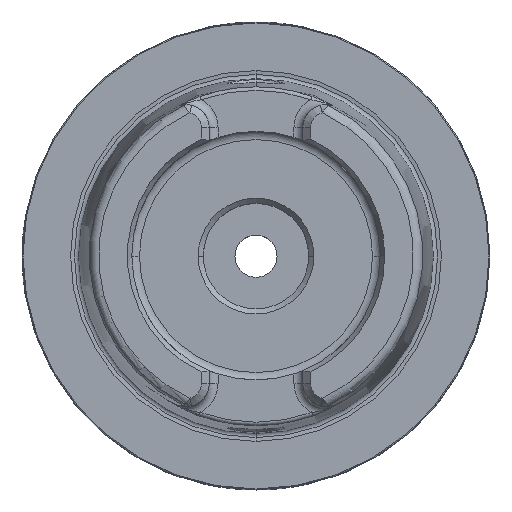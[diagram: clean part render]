
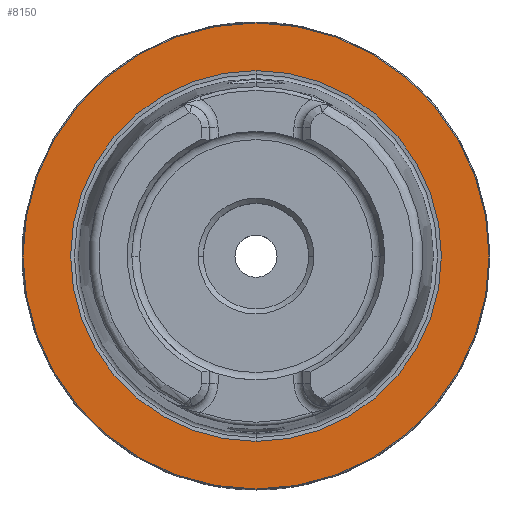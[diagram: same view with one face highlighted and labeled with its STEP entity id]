
A CAD part, top view. The second image highlights one B-rep face of the part: STEP entity #8150.
In plain terms, the highlighted planar face has unit normal (0, 0, 1).
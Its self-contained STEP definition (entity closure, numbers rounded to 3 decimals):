
#12 = FACE_BOUND ( 'NONE', #3411, .T. ) ;
#39 = EDGE_CURVE ( 'NONE', #448, #4799, #4753, .T. ) ;
#92 = EDGE_CURVE ( 'NONE', #9110, #4010, #11509, .T. ) ;
#99 = CARTESIAN_POINT ( 'NONE',  ( 0., 49.965, 0. ) ) ;
#448 = VERTEX_POINT ( 'NONE', #5733 ) ;
#737 = ORIENTED_EDGE ( 'NONE', *, *, #92, .T. ) ;
#1074 = CARTESIAN_POINT ( 'NONE',  ( 0., 39.59, 0. ) ) ;
#1113 = DIRECTION ( 'NONE',  ( 0., -1., 0. ) ) ;
#1129 = CARTESIAN_POINT ( 'NONE',  ( 0., -39.59, 0. ) ) ;
#1255 = AXIS2_PLACEMENT_3D ( 'NONE', #6756, #1262, #7625 ) ;
#1262 = DIRECTION ( 'NONE',  ( 0., 0., 1. ) ) ;
#1278 = AXIS2_PLACEMENT_3D ( 'NONE', #9593, #4214, #10524 ) ;
#1366 = EDGE_LOOP ( 'NONE', ( #3847, #9057 ) ) ;
#2863 = AXIS2_PLACEMENT_3D ( 'NONE', #5349, #11852, #6229 ) ;
#2880 = AXIS2_PLACEMENT_3D ( 'NONE', #8880, #3464, #9812 ) ;
#3411 = EDGE_LOOP ( 'NONE', ( #5522, #737 ) ) ;
#3461 = AXIS2_PLACEMENT_3D ( 'NONE', #99, #6629, #1113 ) ;
#3464 = DIRECTION ( 'NONE',  ( 0., 0., 1. ) ) ;
#3847 = ORIENTED_EDGE ( 'NONE', *, *, #8773, .T. ) ;
#4010 = VERTEX_POINT ( 'NONE', #1129 ) ;
#4214 = DIRECTION ( 'NONE',  ( 0., 0., -1. ) ) ;
#4595 = PLANE ( 'NONE',  #3461 ) ;
#4753 = CIRCLE ( 'NONE', #1255, 49.765 ) ;
#4799 = VERTEX_POINT ( 'NONE', #8025 ) ;
#5213 = CIRCLE ( 'NONE', #2880, 49.765 ) ;
#5349 = CARTESIAN_POINT ( 'NONE',  ( 0., 0., 0. ) ) ;
#5522 = ORIENTED_EDGE ( 'NONE', *, *, #8847, .T. ) ;
#5733 = CARTESIAN_POINT ( 'NONE',  ( 0., 49.765, 0. ) ) ;
#6229 = DIRECTION ( 'NONE',  ( 0., 1., 0. ) ) ;
#6629 = DIRECTION ( 'NONE',  ( 0., 0., 1. ) ) ;
#6756 = CARTESIAN_POINT ( 'NONE',  ( 0., 0., 0. ) ) ;
#7625 = DIRECTION ( 'NONE',  ( 0., -1., 0. ) ) ;
#8025 = CARTESIAN_POINT ( 'NONE',  ( 0., -49.765, 0. ) ) ;
#8150 = ADVANCED_FACE ( 'NONE', ( #9628, #12 ), #4595, .T. ) ;
#8773 = EDGE_CURVE ( 'NONE', #4799, #448, #5213, .T. ) ;
#8847 = EDGE_CURVE ( 'NONE', #4010, #9110, #12054, .T. ) ;
#8880 = CARTESIAN_POINT ( 'NONE',  ( 0., 0., 0. ) ) ;
#9057 = ORIENTED_EDGE ( 'NONE', *, *, #39, .T. ) ;
#9110 = VERTEX_POINT ( 'NONE', #1074 ) ;
#9593 = CARTESIAN_POINT ( 'NONE',  ( 0., 0., 0. ) ) ;
#9628 = FACE_OUTER_BOUND ( 'NONE', #1366, .T. ) ;
#9812 = DIRECTION ( 'NONE',  ( 0., -1., 0. ) ) ;
#10524 = DIRECTION ( 'NONE',  ( 0., 1., 0. ) ) ;
#11509 = CIRCLE ( 'NONE', #1278, 39.59 ) ;
#11852 = DIRECTION ( 'NONE',  ( 0., 0., -1. ) ) ;
#12054 = CIRCLE ( 'NONE', #2863, 39.59 ) ;
